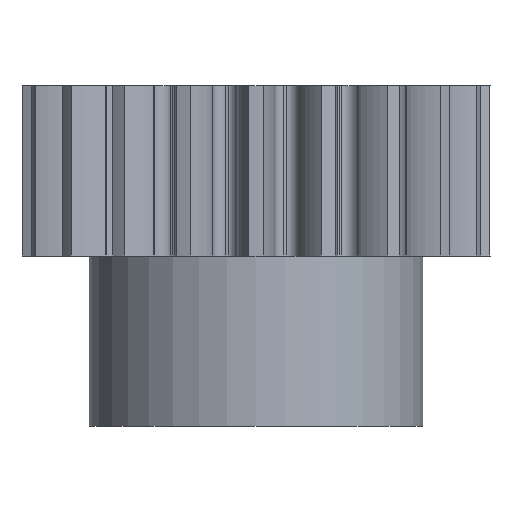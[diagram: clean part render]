
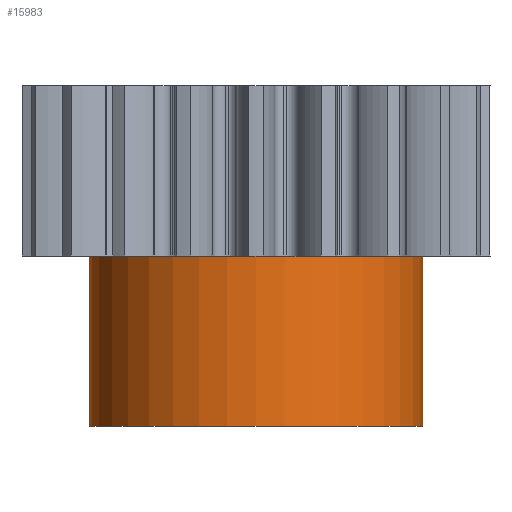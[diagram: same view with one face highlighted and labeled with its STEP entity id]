
A CAD part, front view. The second image highlights one B-rep face of the part: STEP entity #15983.
In plain terms, the highlighted cylindrical face has radius 6.223 mm (diameter 12.446 mm), a partial arc.
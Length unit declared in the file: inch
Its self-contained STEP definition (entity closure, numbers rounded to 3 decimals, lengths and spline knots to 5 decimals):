
#2119 = ORIENTED_EDGE ( 'NONE', *, *, #12068, .T. ) ;
#2456 = LINE ( 'NONE', #10962, #4716 ) ;
#2583 = FACE_OUTER_BOUND ( 'NONE', #10068, .T. ) ;
#2776 = EDGE_CURVE ( 'NONE', #3391, #4674, #13610, .T. ) ;
#3130 = DIRECTION ( 'NONE',  ( 0., 0., -1. ) ) ;
#3133 = VERTEX_POINT ( 'NONE', #17529 ) ;
#3391 = VERTEX_POINT ( 'NONE', #17837 ) ;
#3648 = VECTOR ( 'NONE', #14412, 39.37008 ) ;
#4192 = AXIS2_PLACEMENT_3D ( 'NONE', #7559, #4742, #17412 ) ;
#4674 = VERTEX_POINT ( 'NONE', #8399 ) ;
#4716 = VECTOR ( 'NONE', #6759, 39.37008 ) ;
#4742 = DIRECTION ( 'NONE',  ( 0., 0., 1. ) ) ;
#5098 = CARTESIAN_POINT ( 'NONE',  ( -0.245, 0., -0.25 ) ) ;
#5917 = CARTESIAN_POINT ( 'NONE',  ( 0.245, 0., -0.25 ) ) ;
#6759 = DIRECTION ( 'NONE',  ( 0., 0., 1. ) ) ;
#6922 = ORIENTED_EDGE ( 'NONE', *, *, #7210, .F. ) ;
#7139 = DIRECTION ( 'NONE',  ( -1., 0., 0. ) ) ;
#7154 = AXIS2_PLACEMENT_3D ( 'NONE', #15569, #3130, #7139 ) ;
#7210 = EDGE_CURVE ( 'NONE', #3391, #17352, #12711, .T. ) ;
#7291 = CYLINDRICAL_SURFACE ( 'NONE', #4192, 0.245 ) ;
#7559 = CARTESIAN_POINT ( 'NONE',  ( 0., 0., -0.25 ) ) ;
#8399 = CARTESIAN_POINT ( 'NONE',  ( 0.245, 0., 0. ) ) ;
#9811 = EDGE_CURVE ( 'NONE', #17352, #3133, #2456, .T. ) ;
#10068 = EDGE_LOOP ( 'NONE', ( #12220, #6922, #12280, #2119 ) ) ;
#10962 = CARTESIAN_POINT ( 'NONE',  ( -0.245, 0., -0.25 ) ) ;
#11974 = AXIS2_PLACEMENT_3D ( 'NONE', #12523, #13873, #16719 ) ;
#12068 = EDGE_CURVE ( 'NONE', #4674, #3133, #15940, .T. ) ;
#12220 = ORIENTED_EDGE ( 'NONE', *, *, #9811, .F. ) ;
#12280 = ORIENTED_EDGE ( 'NONE', *, *, #2776, .T. ) ;
#12523 = CARTESIAN_POINT ( 'NONE',  ( 0., 0., 0. ) ) ;
#12711 = CIRCLE ( 'NONE', #7154, 0.245 ) ;
#13610 = LINE ( 'NONE', #5917, #3648 ) ;
#13873 = DIRECTION ( 'NONE',  ( 0., 0., -1. ) ) ;
#14412 = DIRECTION ( 'NONE',  ( 0., 0., 1. ) ) ;
#15569 = CARTESIAN_POINT ( 'NONE',  ( 0., 0., -0.25 ) ) ;
#15940 = CIRCLE ( 'NONE', #11974, 0.245 ) ;
#15983 = ADVANCED_FACE ( 'NONE', ( #2583 ), #7291, .T. ) ;
#16719 = DIRECTION ( 'NONE',  ( -1., 0., 0. ) ) ;
#17352 = VERTEX_POINT ( 'NONE', #5098 ) ;
#17412 = DIRECTION ( 'NONE',  ( 1., 0., 0. ) ) ;
#17529 = CARTESIAN_POINT ( 'NONE',  ( -0.245, 0., 0. ) ) ;
#17837 = CARTESIAN_POINT ( 'NONE',  ( 0.245, 0., -0.25 ) ) ;
